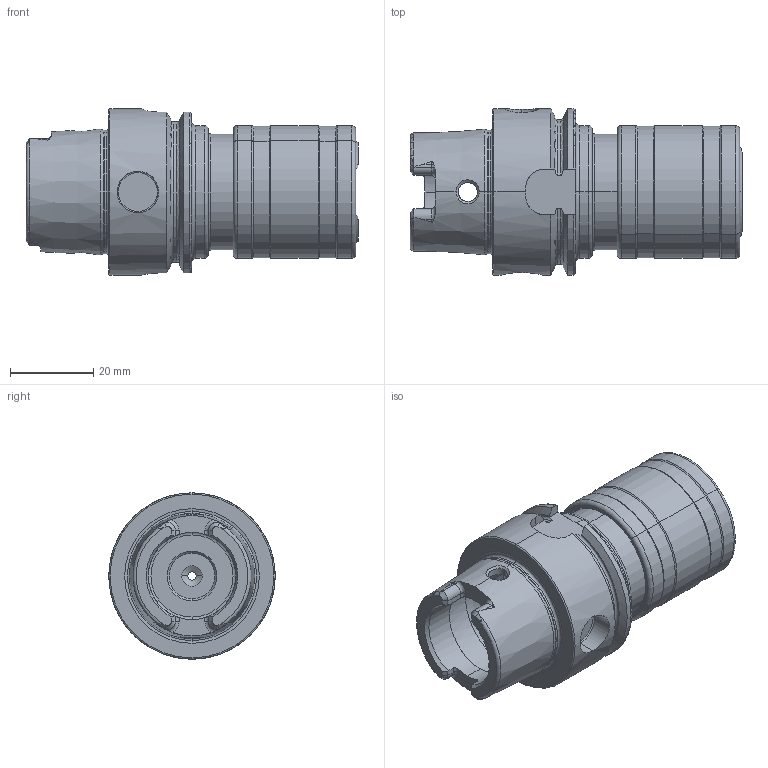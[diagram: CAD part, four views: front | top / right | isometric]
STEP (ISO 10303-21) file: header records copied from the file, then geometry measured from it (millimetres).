
FILE_DESCRIPTION (( 'STEP AP203' ), '1' );
FILE_NAME ('HA4.Go1.K01.060.STEP', '2018-02-19T15:13:11', ( 'SWIAdmin' ), ( 'Hewlett-Packard Company' ), 'SwSTEP 2.0', 'SolidWorks 2017', '' );
FILE_SCHEMA (( 'CONFIG_CONTROL_DESIGN' ));
Length unit declared in the file: millimetre
Products named in the file (10): HA4-Go1.K01.060_B_Fertigbearbeitung; Boden Go1; Federring innen Go1_gespannt; Feder gross Go1_vorgespannt; Hülse Go1; Feder klein Go1_gespannt; Kugel Go1; Federring aussen Go1_gespannt; Einbausatz Go1_gespannt; HA4.Go1.K01.060
Assembly tree (11 placements, depth 3):
  HA4.Go1.K01.060
    HA4-Go1.K01.060_B_Fertigbearbeitung
    Einbausatz Go1_gespannt
      Boden Go1
      Feder gross Go1_vorgespannt
      Feder klein Go1_gespannt
      Federring aussen Go1_gespannt
      Federring innen Go1_gespannt
      Hülse Go1
      Kugel Go1  x3
Bounding box: 79.9 x 40 x 40 mm (x, y, z)
Volume: 44733.3 mm3; surface area: 24660.8 mm2
Topology: 10 solids, 10 shells, 382 faces, 938 edges, 566 vertices
Faces by surface type: cylinder 122, plane 90, torus 89, cone 62, bspline 13, sphere 6
Entity records: 20406 total; most frequent: CARTESIAN_POINT 10683, DIRECTION 1855, ORIENTED_EDGE 1806, EDGE_CURVE 903, AXIS2_PLACEMENT_3D 792, VERTEX_POINT 545, CIRCLE 412, EDGE_LOOP 404
